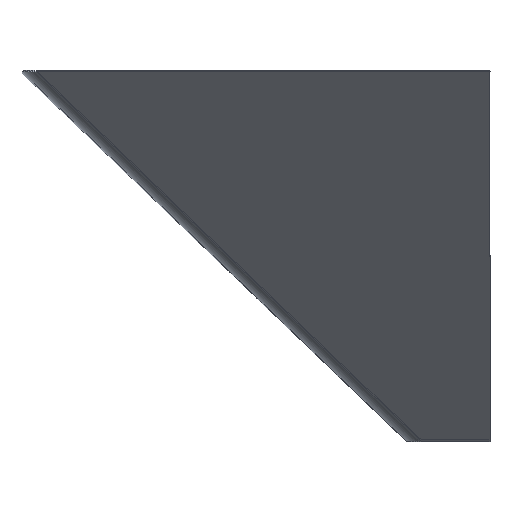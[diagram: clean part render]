
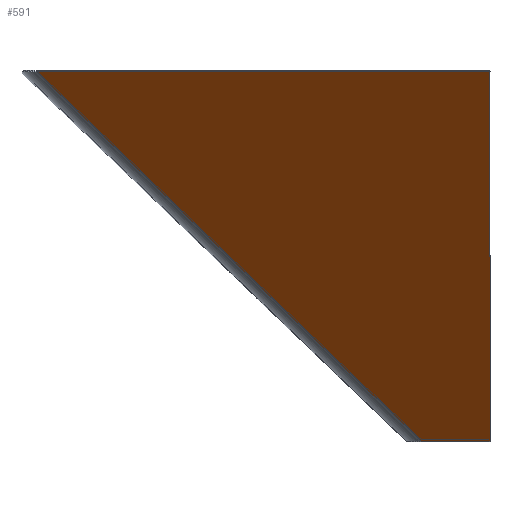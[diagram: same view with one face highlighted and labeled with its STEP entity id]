
A CAD part, top view. The second image highlights one B-rep face of the part: STEP entity #591.
In plain terms, the highlighted planar face has unit normal (0, -0.722, 0.692).
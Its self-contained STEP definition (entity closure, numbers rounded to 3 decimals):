
#20 = CARTESIAN_POINT ( 'NONE',  ( -109., 46., 132. ) ) ;
#49 = EDGE_CURVE ( 'NONE', #764, #727, #810, .T. ) ;
#107 = DIRECTION ( 'NONE',  ( 0., -0.692, -0.722 ) ) ;
#129 = FACE_OUTER_BOUND ( 'NONE', #279, .T. ) ;
#144 = VERTEX_POINT ( 'NONE', #421 ) ;
#210 = LINE ( 'NONE', #1027, #1069 ) ;
#211 = ORIENTED_EDGE ( 'NONE', *, *, #49, .T. ) ;
#218 = CARTESIAN_POINT ( 'NONE',  ( 0., 629., 740. ) ) ;
#225 = PLANE ( 'NONE',  #484 ) ;
#279 = EDGE_LOOP ( 'NONE', ( #603, #211, #854, #434 ) ) ;
#303 = DIRECTION ( 'NONE',  ( 0., -0.692, -0.722 ) ) ;
#308 = DIRECTION ( 'NONE',  ( -1., 0., 0. ) ) ;
#383 = VECTOR ( 'NONE', #308, 1000. ) ;
#406 = VERTEX_POINT ( 'NONE', #679 ) ;
#421 = CARTESIAN_POINT ( 'NONE',  ( -717., 629., 740. ) ) ;
#434 = ORIENTED_EDGE ( 'NONE', *, *, #550, .T. ) ;
#447 = CARTESIAN_POINT ( 'NONE',  ( -109., 46., 132. ) ) ;
#475 = DIRECTION ( 'NONE',  ( 1., 0., 0. ) ) ;
#484 = AXIS2_PLACEMENT_3D ( 'NONE', #926, #502, #107 ) ;
#502 = DIRECTION ( 'NONE',  ( 0., -0.722, 0.692 ) ) ;
#550 = EDGE_CURVE ( 'NONE', #406, #144, #645, .T. ) ;
#563 = VECTOR ( 'NONE', #475, 1000. ) ;
#591 = ADVANCED_FACE ( 'NONE', ( #129 ), #225, .T. ) ;
#603 = ORIENTED_EDGE ( 'NONE', *, *, #960, .T. ) ;
#645 = LINE ( 'NONE', #218, #383 ) ;
#653 = LINE ( 'NONE', #1105, #674 ) ;
#674 = VECTOR ( 'NONE', #303, 1000. ) ;
#679 = CARTESIAN_POINT ( 'NONE',  ( 0., 629., 740. ) ) ;
#727 = VERTEX_POINT ( 'NONE', #898 ) ;
#764 = VERTEX_POINT ( 'NONE', #447 ) ;
#810 = LINE ( 'NONE', #20, #563 ) ;
#854 = ORIENTED_EDGE ( 'NONE', *, *, #948, .F. ) ;
#898 = CARTESIAN_POINT ( 'NONE',  ( 0., 46., 132. ) ) ;
#926 = CARTESIAN_POINT ( 'NONE',  ( 0., -41.977, 40.251 ) ) ;
#948 = EDGE_CURVE ( 'NONE', #406, #727, #653, .T. ) ;
#960 = EDGE_CURVE ( 'NONE', #144, #764, #210, .T. ) ;
#1027 = CARTESIAN_POINT ( 'NONE',  ( -717., 629., 740. ) ) ;
#1069 = VECTOR ( 'NONE', #1118, 1000. ) ;
#1105 = CARTESIAN_POINT ( 'NONE',  ( 0., 629., 740. ) ) ;
#1118 = DIRECTION ( 'NONE',  ( 0.585, -0.561, -0.585 ) ) ;
